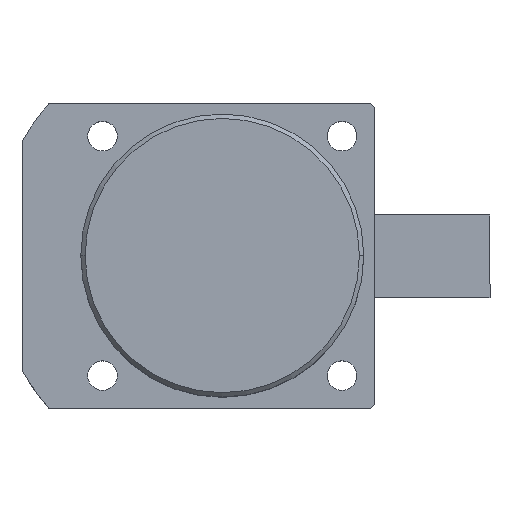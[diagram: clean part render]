
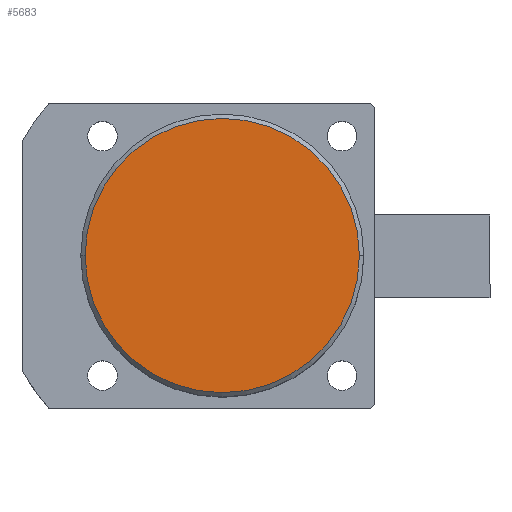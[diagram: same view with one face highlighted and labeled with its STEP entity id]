
A CAD part, top view. The second image highlights one B-rep face of the part: STEP entity #5683.
In plain terms, the highlighted planar face has unit normal (0, 0, 1).
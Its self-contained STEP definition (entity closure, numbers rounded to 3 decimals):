
#363 = AXIS2_PLACEMENT_3D ( 'NONE', #5799, #5807, #5808 ) ;
#687 = AXIS2_PLACEMENT_3D ( 'NONE', #1990, #1989, #1988 ) ;
#868 = AXIS2_PLACEMENT_3D ( 'NONE', #5253, #5261, #5248 ) ;
#1988 = DIRECTION ( 'NONE',  ( 1., 0., 0. ) ) ;
#1989 = DIRECTION ( 'NONE',  ( 0., 0., 1. ) ) ;
#1990 = CARTESIAN_POINT ( 'NONE',  ( 0., 0., 73.5 ) ) ;
#2067 = FACE_OUTER_BOUND ( 'NONE', #4682, .T. ) ;
#2448 = CIRCLE ( 'NONE', #687, 31.5 ) ;
#2621 = CIRCLE ( 'NONE', #868, 31.5 ) ;
#3212 = VERTEX_POINT ( 'NONE', #7320 ) ;
#3426 = VERTEX_POINT ( 'NONE', #7346 ) ;
#4682 = EDGE_LOOP ( 'NONE', ( #6646, #6649 ) ) ;
#5126 = EDGE_CURVE ( 'NONE', #3426, #3212, #2621, .T. ) ;
#5211 = EDGE_CURVE ( 'NONE', #3212, #3426, #2448, .T. ) ;
#5248 = DIRECTION ( 'NONE',  ( 1., 0., 0. ) ) ;
#5253 = CARTESIAN_POINT ( 'NONE',  ( 0., 0., 73.5 ) ) ;
#5261 = DIRECTION ( 'NONE',  ( 0., 0., 1. ) ) ;
#5683 = ADVANCED_FACE ( 'NONE', ( #2067 ), #5804, .T. ) ;
#5799 = CARTESIAN_POINT ( 'NONE',  ( 0., 0., 73.5 ) ) ;
#5804 = PLANE ( 'NONE',  #363 ) ;
#5807 = DIRECTION ( 'NONE',  ( 0., 0., 1. ) ) ;
#5808 = DIRECTION ( 'NONE',  ( 1., 0., 0. ) ) ;
#6646 = ORIENTED_EDGE ( 'NONE', *, *, #5211, .T. ) ;
#6649 = ORIENTED_EDGE ( 'NONE', *, *, #5126, .T. ) ;
#7320 = CARTESIAN_POINT ( 'NONE',  ( -31.5, 0., 73.5 ) ) ;
#7346 = CARTESIAN_POINT ( 'NONE',  ( 31.5, 0., 73.5 ) ) ;
